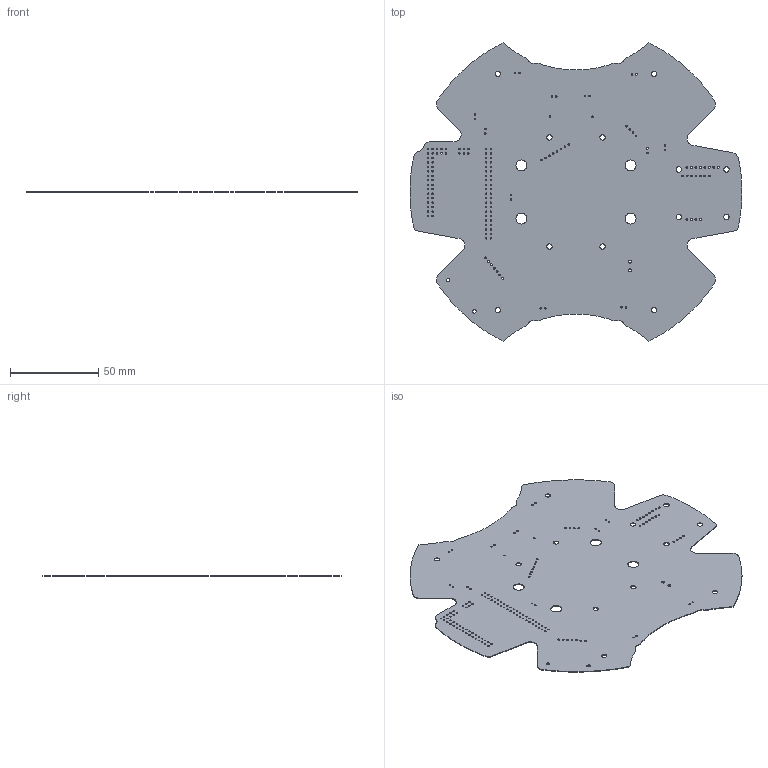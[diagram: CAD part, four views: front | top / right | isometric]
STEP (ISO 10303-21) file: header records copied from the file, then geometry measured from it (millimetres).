
FILE_DESCRIPTION(/* description */ (''),/* implementation_level */ '2;1');
FILE_NAME(/* name */ 'main_con.stp',/* time_stamp */ '2025-01-08T14:36:56+03:00',/* author */ ('Ivan'),/* organization */ (''),/* preprocessor_version */ 'ST-DEVELOPER v18',/* originating_system */ 'Autodesk Inventor 2020',/* authorisation */ '');
FILE_SCHEMA (('CONFIG_CONTROL_DESIGN'));
Length unit declared in the file: millimetre
Products named in the file (1): Open CASCADE STEP translator 7.5 1.1.1
Bounding box: 188.52 x 169.36 x 0.41 mm (x, y, z)
Volume: 9531 mm3; surface area: 46871.7 mm2
Topology: 1 solids, 1 shells, 488 faces, 1786 edges, 1300 vertices
Faces by surface type: plane 320, cylinder 168
Full cylindrical faces by diameter (mm): 0.8 x86, 0.9 x36, 1.1 x26, 1.75 x2, 2 x2, 3 x8, 3.1 x4, 6.2 x4
Entity records: 20400 total; most frequent: CARTESIAN_POINT 3575, ORIENTED_EDGE 3572, DIRECTION 3428, EDGE_CURVE 1786, VERTEX_POINT 1300, AXIS2_PLACEMENT_3D 1153, LINE 1122, VECTOR 1122
